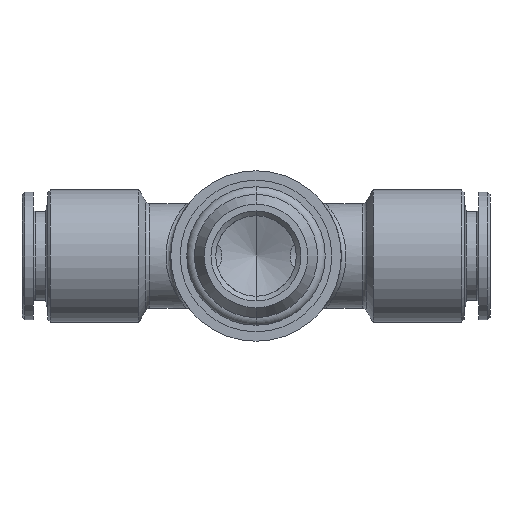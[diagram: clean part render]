
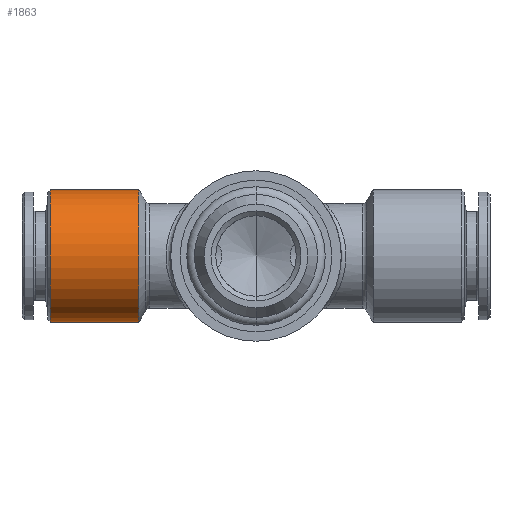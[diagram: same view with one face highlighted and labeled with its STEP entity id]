
A CAD part, front view. The second image highlights one B-rep face of the part: STEP entity #1863.
In plain terms, the highlighted cylindrical face has radius 7 mm (diameter 14 mm), a partial arc.
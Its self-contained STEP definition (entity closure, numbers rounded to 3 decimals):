
#265 = CARTESIAN_POINT ( 'NONE',  ( -21.7, 17.5, -7. ) ) ;
#627 = CARTESIAN_POINT ( 'NONE',  ( -21.7, 17.5, 7. ) ) ;
#629 = DIRECTION ( 'NONE',  ( 0., 0., 1. ) ) ;
#653 = DIRECTION ( 'NONE',  ( -1., 0., 0. ) ) ;
#654 = CARTESIAN_POINT ( 'NONE',  ( -21.7, 17.5, 0. ) ) ;
#655 = AXIS2_PLACEMENT_3D ( 'NONE', #654, #653, #629 ) ;
#656 = CIRCLE ( 'NONE', #655, 7. ) ;
#1542 = CYLINDRICAL_SURFACE ( 'NONE', #1597, 7. ) ;
#1559 = FACE_OUTER_BOUND ( 'NONE', #1750, .T. ) ;
#1561 = DIRECTION ( 'NONE',  ( 1., 0., 0. ) ) ;
#1596 = CARTESIAN_POINT ( 'NONE',  ( 0., 17.5, 0. ) ) ;
#1597 = AXIS2_PLACEMENT_3D ( 'NONE', #1596, #1561, #1618 ) ;
#1618 = DIRECTION ( 'NONE',  ( 0., 0., 1. ) ) ;
#1735 = ORIENTED_EDGE ( 'NONE', *, *, #9524, .F. ) ;
#1750 = EDGE_LOOP ( 'NONE', ( #1735, #1832, #10180, #10194 ) ) ;
#1832 = ORIENTED_EDGE ( 'NONE', *, *, #10191, .T. ) ;
#1863 = ADVANCED_FACE ( 'NONE', ( #1559 ), #1542, .T. ) ;
#3167 = CARTESIAN_POINT ( 'NONE',  ( -12.366, 17.5, 0. ) ) ;
#3168 = AXIS2_PLACEMENT_3D ( 'NONE', #3167, #3179, #3175 ) ;
#3171 = CIRCLE ( 'NONE', #3168, 7. ) ;
#3175 = DIRECTION ( 'NONE',  ( 0., 0., 1. ) ) ;
#3179 = DIRECTION ( 'NONE',  ( -1., 0., 0. ) ) ;
#3324 = VECTOR ( 'NONE', #3328, 1000. ) ;
#3325 = CARTESIAN_POINT ( 'NONE',  ( 0., 17.5, -7. ) ) ;
#3326 = LINE ( 'NONE', #3325, #3324 ) ;
#3327 = CARTESIAN_POINT ( 'NONE',  ( -12.366, 17.5, 7. ) ) ;
#3328 = DIRECTION ( 'NONE',  ( 1., 0., 0. ) ) ;
#3335 = CARTESIAN_POINT ( 'NONE',  ( -12.366, 17.5, -7. ) ) ;
#3386 = DIRECTION ( 'NONE',  ( 1., 0., 0. ) ) ;
#3387 = VECTOR ( 'NONE', #3386, 1000. ) ;
#3388 = CARTESIAN_POINT ( 'NONE',  ( 0., 17.5, 7. ) ) ;
#3409 = LINE ( 'NONE', #3388, #3387 ) ;
#9510 = VERTEX_POINT ( 'NONE', #265 ) ;
#9524 = EDGE_CURVE ( 'NONE', #9510, #9528, #656, .T. ) ;
#9528 = VERTEX_POINT ( 'NONE', #627 ) ;
#10180 = ORIENTED_EDGE ( 'NONE', *, *, #10193, .T. ) ;
#10191 = EDGE_CURVE ( 'NONE', #9510, #10196, #3326, .T. ) ;
#10192 = VERTEX_POINT ( 'NONE', #3327 ) ;
#10193 = EDGE_CURVE ( 'NONE', #10196, #10192, #3171, .T. ) ;
#10194 = ORIENTED_EDGE ( 'NONE', *, *, #10238, .F. ) ;
#10196 = VERTEX_POINT ( 'NONE', #3335 ) ;
#10238 = EDGE_CURVE ( 'NONE', #9528, #10192, #3409, .T. ) ;
